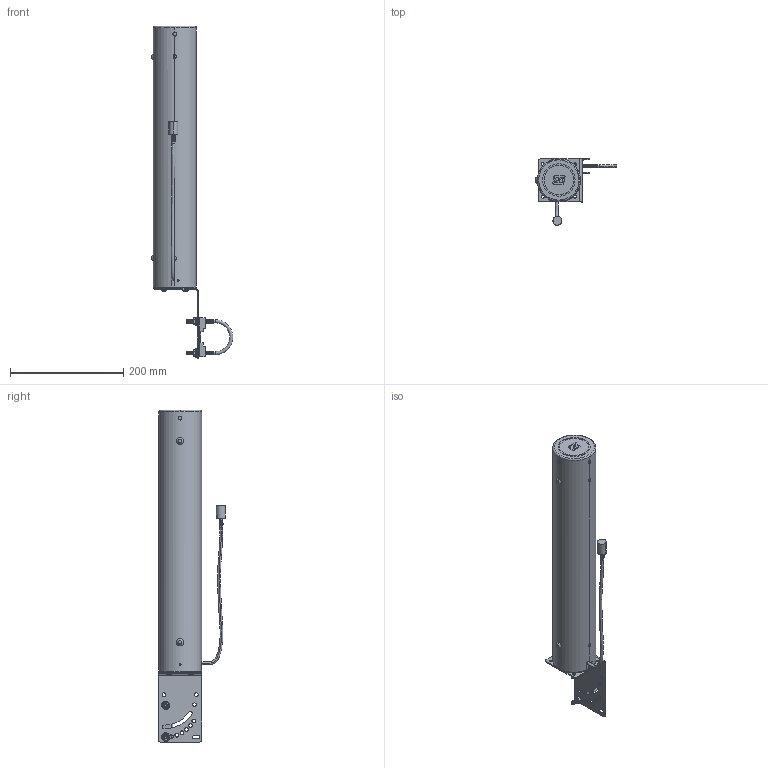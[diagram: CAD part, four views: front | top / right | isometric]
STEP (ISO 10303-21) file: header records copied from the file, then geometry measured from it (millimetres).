
FILE_DESCRIPTION (( 'STEP AP214' ), '1' );
FILE_NAME ('FM51YA1003_3D.step', '2022-12-30T21:36:57', ( '' ), ( '' ), 'SwSTEP 2.0', 'SolidWorks 2022', '' );
FILE_SCHEMA (( 'AUTOMOTIVE_DESIGN' ));
Length unit declared in the file: inch
Products named in the file (15): _U3_6; HEATSH-HEX_stepd_195White; HGX-PMT07; HGX-PMT06; XF160-01; Yagi Cap_disk; XF158-01_默认; Yagi_12inch_coax195; XF159-01; FM51YA1003_3D; CONNECTOR REPRESENTATION; 10-24x.5 PHP_MS; HG2415Y_DrainPlug; Yagi-cap logo; _U3_5
Assembly tree (20 placements, depth 3):
  FM51YA1003_3D
    XF159-01
      _U3_5
      Yagi-cap logo
      Yagi Cap_disk  x3
    XF160-01
      _U3_6
    HG2415Y_DrainPlug  x2
    Yagi_12inch_coax195
    HEATSH-HEX_stepd_195White
    HGX-PMT06
    HGX-PMT07
    10-24x.5 PHP_MS  x4
    CONNECTOR REPRESENTATION
    XF158-01_默认
Bounding box: 144.32 x 118.34 x 587.02 mm (x, y, z)
Volume: 292385.3 mm3; surface area: 299444.3 mm2
Topology: 18 solids, 20 shells, 1115 faces, 2598 edges, 1530 vertices
Faces by surface type: cone 537, plane 319, cylinder 187, torus 60, bspline 6, sphere 6
Full cylindrical faces by diameter (mm): 72.136 x1
Entity records: 36052 total; most frequent: CARTESIAN_POINT 7943, DIRECTION 4512, ORIENTED_EDGE 4236, EDGE_CURVE 2120, AXIS2_PLACEMENT_3D 1699, VERTEX_POINT 1266, LINE 1114, VECTOR 1114
